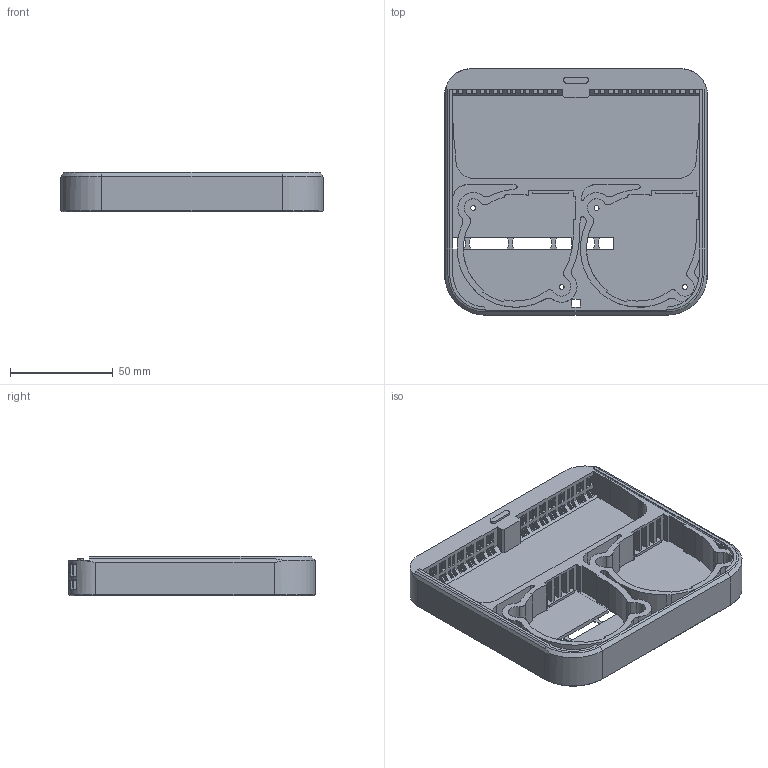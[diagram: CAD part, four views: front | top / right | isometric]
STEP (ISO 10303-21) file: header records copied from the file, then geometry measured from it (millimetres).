
FILE_DESCRIPTION(/* description */ (''),/* implementation_level */ '2;1');
FILE_NAME(/* name */ 'THE_FILTER_STANDARD_SPACING v6.step',/* time_stamp */ '2022-12-27T01:00:07-08:00',/* author */ (''),/* organization */ (''),/* preprocessor_version */ 'ST-DEVELOPER v19.2',/* originating_system */ 'Autodesk Translation Framework v11.17.0.187',/* authorisation */ '');
FILE_SCHEMA (('AUTOMOTIVE_DESIGN { 1 0 10303 214 3 1 1 }'));
Length unit declared in the file: millimetre
Products named in the file (1): THE_FILTER_STANDARD_SPACING
Bounding box: 128 x 120 x 19.25 mm (x, y, z)
Volume: 89631.6 mm3; surface area: 67236.4 mm2
Topology: 1 solids, 2 shells, 763 faces, 2248 edges, 1404 vertices
Faces by surface type: plane 646, cylinder 87, cone 27, bspline 3
Full cylindrical faces by diameter (mm): 2.4 x4, 10.2 x1, 10.3 x1
Entity records: 25629 total; most frequent: CARTESIAN_POINT 5078, ORIENTED_EDGE 4496, DIRECTION 3957, EDGE_CURVE 2248, LINE 1943, VECTOR 1943, VERTEX_POINT 1404, AXIS2_PLACEMENT_3D 1007
